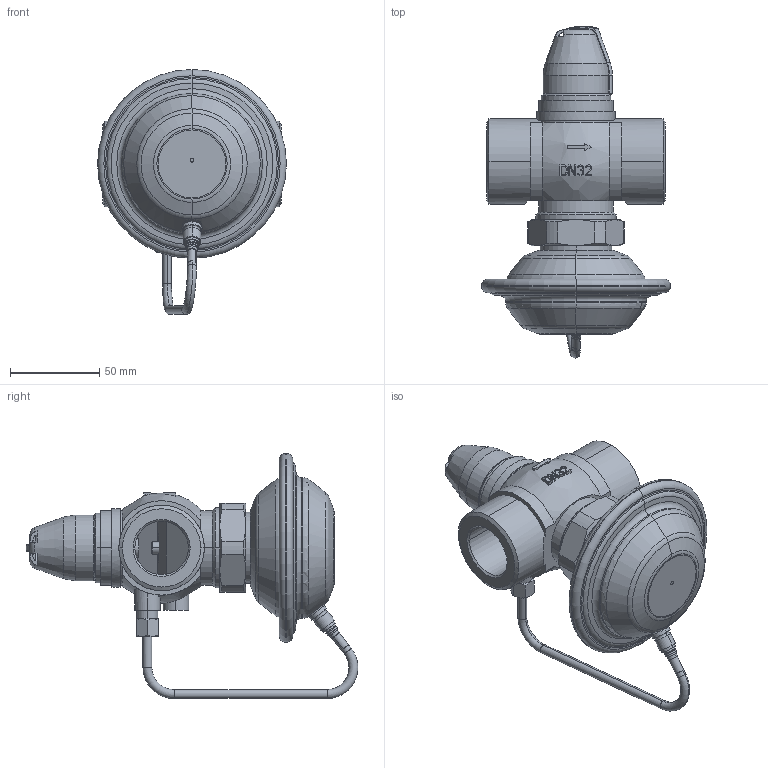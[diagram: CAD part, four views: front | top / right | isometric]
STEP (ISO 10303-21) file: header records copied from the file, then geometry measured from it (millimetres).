
FILE_DESCRIPTION((''),'2;1');
FILE_NAME('003H6716','2015-03-05T',('u317927'),('Danfoss'),'PRO/ENGINEER BY PARAMETRIC TECHNOLOGY CORPORATION, 2014000','PRO/ENGINEER BY PARAMETRIC TECHNOLOGY CORPORATION, 2014000','');
FILE_SCHEMA(('CONFIG_CONTROL_DESIGN'));
Length unit declared in the file: millimetre
Products named in the file (1): 003H6716
Bounding box: 106 x 186.27 x 137.54 mm (x, y, z)
Volume: 240366.4 mm3; surface area: 125005.7 mm2
Topology: 1 solids, 1 shells, 905 faces, 2197 edges, 1355 vertices
Faces by surface type: plane 348, cylinder 264, cone 169, torus 92, bspline 30, sphere 2
Entity records: 34529 total; most frequent: CARTESIAN_POINT 13525, DIRECTION 4408, ORIENTED_EDGE 4370, EDGE_CURVE 2185, AXIS2_PLACEMENT_3D 1746, VERTEX_POINT 1355, EDGE_LOOP 1004, VECTOR 916
